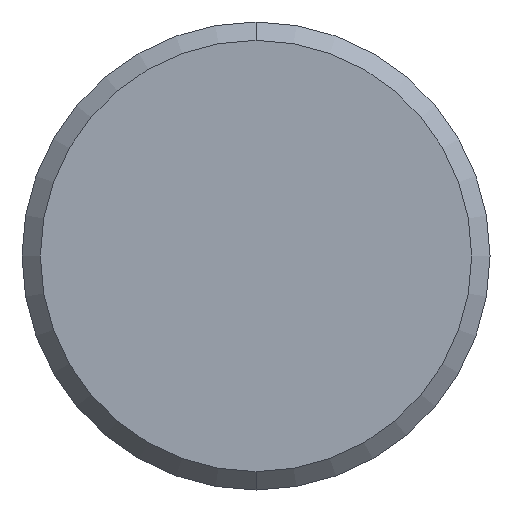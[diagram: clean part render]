
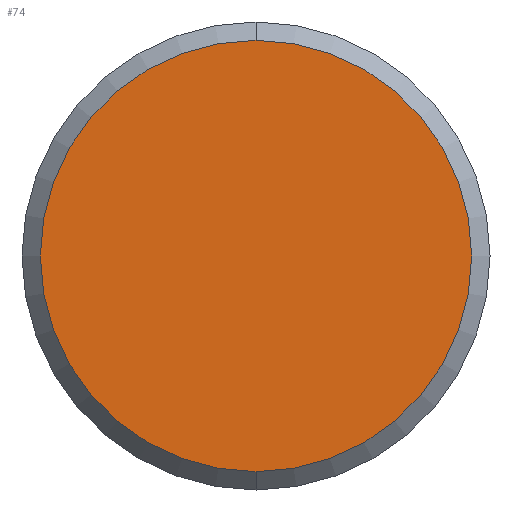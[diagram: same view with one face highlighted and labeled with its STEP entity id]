
A CAD part, front view. The second image highlights one B-rep face of the part: STEP entity #74.
In plain terms, the highlighted planar face has unit normal (0, -1, 0).
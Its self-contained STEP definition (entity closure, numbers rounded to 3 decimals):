
#4 = DIRECTION ( 'NONE',  ( 0., 0., 1. ) ) ;
#12 = FACE_OUTER_BOUND ( 'NONE', #175, .T. ) ;
#18 = CARTESIAN_POINT ( 'NONE',  ( 0., 0., 117.5 ) ) ;
#21 = DIRECTION ( 'NONE',  ( 0., -1., 0. ) ) ;
#42 = CARTESIAN_POINT ( 'NONE',  ( 0., 0., -117.5 ) ) ;
#51 = AXIS2_PLACEMENT_3D ( 'NONE', #231, #106, #153 ) ;
#52 = ORIENTED_EDGE ( 'NONE', *, *, #122, .T. ) ;
#66 = DIRECTION ( 'NONE',  ( 0., 0., 1. ) ) ;
#74 = ADVANCED_FACE ( 'NONE', ( #12 ), #123, .F. ) ;
#84 = ORIENTED_EDGE ( 'NONE', *, *, #253, .T. ) ;
#87 = VERTEX_POINT ( 'NONE', #42 ) ;
#106 = DIRECTION ( 'NONE',  ( 0., 1., 0. ) ) ;
#114 = AXIS2_PLACEMENT_3D ( 'NONE', #174, #21, #4 ) ;
#115 = DIRECTION ( 'NONE',  ( 0., -1., 0. ) ) ;
#122 = EDGE_CURVE ( 'NONE', #87, #196, #208, .T. ) ;
#123 = PLANE ( 'NONE',  #51 ) ;
#139 = CIRCLE ( 'NONE', #204, 117.5 ) ;
#153 = DIRECTION ( 'NONE',  ( 0., 0., 1. ) ) ;
#174 = CARTESIAN_POINT ( 'NONE',  ( 0., 0., 0. ) ) ;
#175 = EDGE_LOOP ( 'NONE', ( #84, #52 ) ) ;
#179 = CARTESIAN_POINT ( 'NONE',  ( 0., 0., 0. ) ) ;
#196 = VERTEX_POINT ( 'NONE', #18 ) ;
#204 = AXIS2_PLACEMENT_3D ( 'NONE', #179, #115, #66 ) ;
#208 = CIRCLE ( 'NONE', #114, 117.5 ) ;
#231 = CARTESIAN_POINT ( 'NONE',  ( 0., 0., 0. ) ) ;
#253 = EDGE_CURVE ( 'NONE', #196, #87, #139, .T. ) ;
